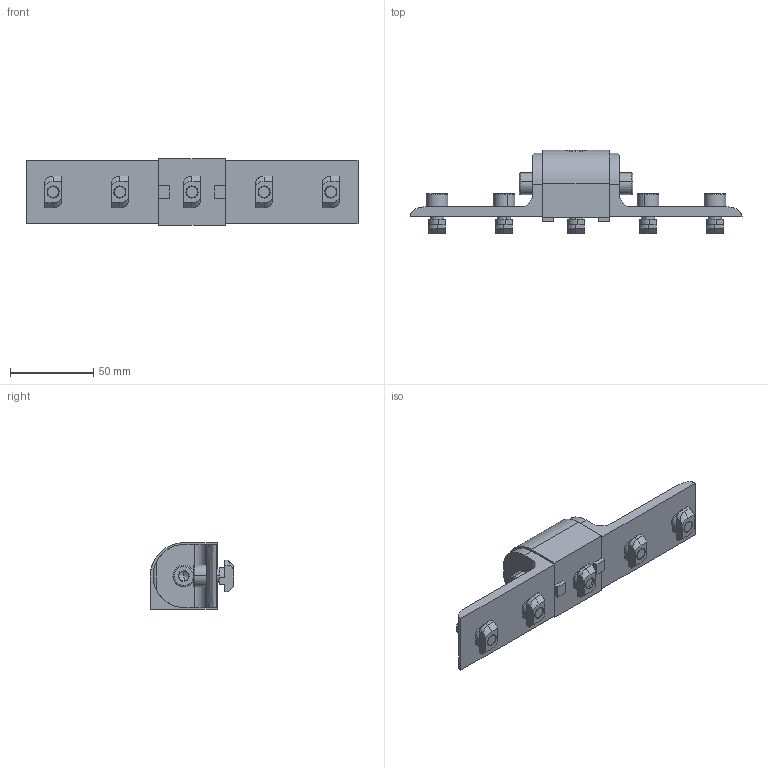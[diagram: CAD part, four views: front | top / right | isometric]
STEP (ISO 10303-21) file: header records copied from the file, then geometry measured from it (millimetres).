
FILE_DESCRIPTION (( 'STEP AP214' ), '1' );
FILE_NAME ('#058 Êîìïëåêò êðîíøòåéíà 40õ40-90ãð 10-A ñ óãîëêîì, â ïàç ïðîôèëÿ.STEP', '2022-06-22T13:51:40', ( 'Ñòàñ' ), ( '' ), 'SwSTEP 2.0', 'SolidWorks 2021', '' );
FILE_SCHEMA (( 'AUTOMOTIVE_DESIGN' ));
Length unit declared in the file: millimetre
Products named in the file (7): M17 Âèíò öèëèíäð. ñ âíóòðåííèì øåñò. Ì8 õ40 DIN 912; A454 Ïîâîðîòíûé êðîíøòåéí 90ãð, ïàç 10; A459 Ïîâîðîòíûé óãîëîê, ïàç 10; #058 Êîìïëåêò êðîíøòåéíà 40õ40-90ãð 10-A ñ óãîëêîì, â ïàç ïðîôèëÿ; D45 Ò-ãàéêà Ì8, ïàç 10_00; D47 Âèíò öèëèíäð. ñ âíóòðåííèì øåñò. Ì8 õ16 DIN 912; M14 Âèíò öèëèíäð. ñ âíóòðåííèì øåñò. Ì8 õ 18 DIN 912
Assembly tree (15 placements, depth 2):
  #058 Êîìïëåêò êðîíøòåéíà 40õ40-90ãð 10-A ñ óãîëêîì, â ïàç ïðîôèëÿ
    A454 Ïîâîðîòíûé êðîíøòåéí 90ãð, ïàç 10
    A459 Ïîâîðîòíûé óãîëîê, ïàç 10  x2
    D45 Ò-ãàéêà Ì8, ïàç 10_00  x5
    M14 Âèíò öèëèíäð. ñ âíóòðåííèì øåñò. Ì8 õ 18 DIN 912  x2
    D47 Âèíò öèëèíäð. ñ âíóòðåííèì øåñò. Ì8 õ16 DIN 912  x4
    M17 Âèíò öèëèíäð. ñ âíóòðåííèì øåñò. Ì8 õ40 DIN 912
Bounding box: 199 x 49.88 x 40 mm (x, y, z)
Volume: 121407.2 mm3; surface area: 42628.4 mm2
Topology: 15 solids, 15 shells, 497 faces, 1246 edges, 777 vertices
Faces by surface type: plane 322, cylinder 87, cone 58, torus 28, bspline 2
Entity records: 5744 total; most frequent: CARTESIAN_POINT 1276, DIRECTION 881, ORIENTED_EDGE 838, EDGE_CURVE 419, AXIS2_PLACEMENT_3D 314, VERTEX_POINT 263, LINE 253, VECTOR 253
